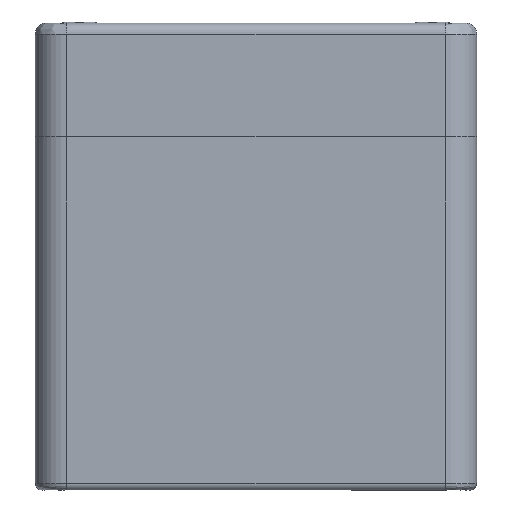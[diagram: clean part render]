
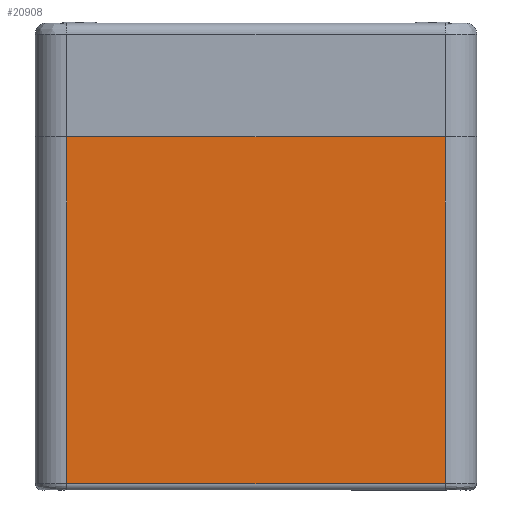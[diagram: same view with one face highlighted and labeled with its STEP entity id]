
A CAD part, left-side view. The second image highlights one B-rep face of the part: STEP entity #20908.
In plain terms, the highlighted planar face has unit normal (-1, 0, 0).
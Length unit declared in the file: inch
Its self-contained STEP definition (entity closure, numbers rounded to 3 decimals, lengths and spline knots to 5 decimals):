
#840 = CARTESIAN_POINT ( 'NONE',  ( -1.64144, 0.04873, -1.22913 ) ) ;
#1164 = DIRECTION ( 'NONE',  ( 0., 0., 1. ) ) ;
#2348 = LINE ( 'NONE', #17279, #18763 ) ;
#3428 = DIRECTION ( 'NONE',  ( 0., 0., -1. ) ) ;
#3456 = LINE ( 'NONE', #840, #21805 ) ;
#4639 = CARTESIAN_POINT ( 'NONE',  ( -1.64144, 1.22983, -0.14645 ) ) ;
#4817 = VERTEX_POINT ( 'NONE', #14656 ) ;
#5899 = PLANE ( 'NONE',  #18336 ) ;
#6847 = ORIENTED_EDGE ( 'NONE', *, *, #16749, .F. ) ;
#7124 = EDGE_CURVE ( 'NONE', #12400, #10410, #2348, .T. ) ;
#7139 = CARTESIAN_POINT ( 'NONE',  ( -1.64144, -1.13237, 0.93623 ) ) ;
#7439 = LINE ( 'NONE', #4639, #14273 ) ;
#7633 = ORIENTED_EDGE ( 'NONE', *, *, #9381, .T. ) ;
#7959 = DIRECTION ( 'NONE',  ( 0., 0., -1. ) ) ;
#9381 = EDGE_CURVE ( 'NONE', #12400, #11671, #19148, .T. ) ;
#10410 = VERTEX_POINT ( 'NONE', #22292 ) ;
#11272 = DIRECTION ( 'NONE',  ( 0., 1., 0. ) ) ;
#11548 = ORIENTED_EDGE ( 'NONE', *, *, #18124, .F. ) ;
#11671 = VERTEX_POINT ( 'NONE', #19734 ) ;
#12400 = VERTEX_POINT ( 'NONE', #7139 ) ;
#13210 = EDGE_LOOP ( 'NONE', ( #7633, #6847, #11548, #18674 ) ) ;
#14273 = VECTOR ( 'NONE', #1164, 39.37008 ) ;
#14656 = CARTESIAN_POINT ( 'NONE',  ( -1.64144, 1.22983, -1.22913 ) ) ;
#15036 = VECTOR ( 'NONE', #22558, 39.37008 ) ;
#15137 = DIRECTION ( 'NONE',  ( -1., 0., 0. ) ) ;
#15424 = CARTESIAN_POINT ( 'NONE',  ( -1.64144, 1.22983, 0.93623 ) ) ;
#16749 = EDGE_CURVE ( 'NONE', #4817, #11671, #7439, .T. ) ;
#17279 = CARTESIAN_POINT ( 'NONE',  ( -1.64144, -1.13237, -0.14645 ) ) ;
#18124 = EDGE_CURVE ( 'NONE', #10410, #4817, #3456, .T. ) ;
#18336 = AXIS2_PLACEMENT_3D ( 'NONE', #18451, #15137, #7959 ) ;
#18451 = CARTESIAN_POINT ( 'NONE',  ( -1.64144, 1.22983, -0.14645 ) ) ;
#18674 = ORIENTED_EDGE ( 'NONE', *, *, #7124, .F. ) ;
#18763 = VECTOR ( 'NONE', #3428, 39.37008 ) ;
#19148 = LINE ( 'NONE', #15424, #15036 ) ;
#19734 = CARTESIAN_POINT ( 'NONE',  ( -1.64144, 1.22983, 0.93623 ) ) ;
#20060 = FACE_OUTER_BOUND ( 'NONE', #13210, .T. ) ;
#20908 = ADVANCED_FACE ( 'NONE', ( #20060 ), #5899, .T. ) ;
#21805 = VECTOR ( 'NONE', #11272, 39.37008 ) ;
#22292 = CARTESIAN_POINT ( 'NONE',  ( -1.64144, -1.13237, -1.22913 ) ) ;
#22558 = DIRECTION ( 'NONE',  ( 0., 1., 0. ) ) ;
